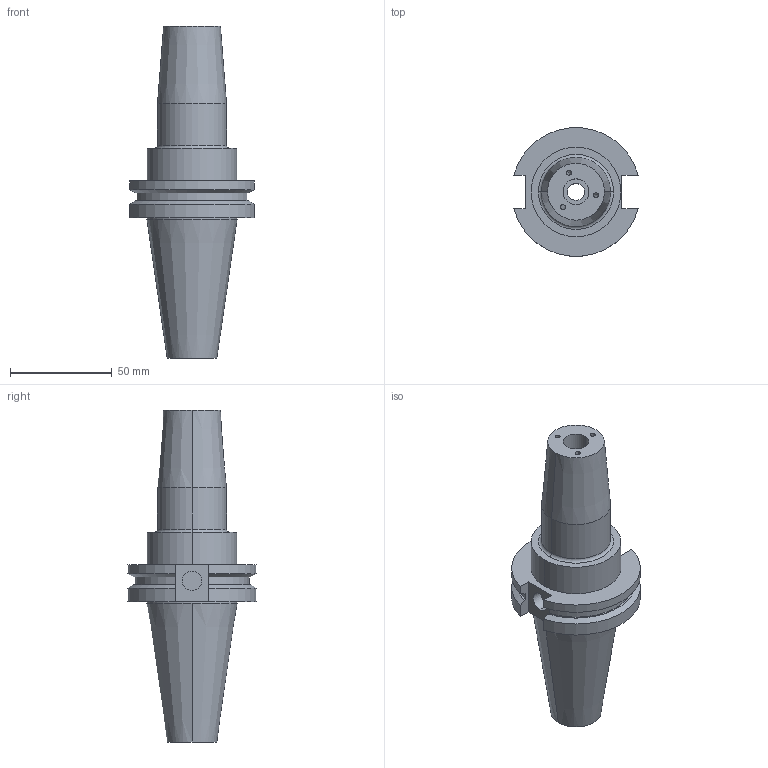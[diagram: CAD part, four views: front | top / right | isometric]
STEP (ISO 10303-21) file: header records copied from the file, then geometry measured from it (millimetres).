
FILE_DESCRIPTION (( 'STEP AP203' ), '1' );
FILE_NAME ('STP-SATE-46.651.58.375B.STEP', '2019-07-31T02:14:13', ( '' ), ( '' ), 'SwSTEP 2.0', 'SolidWorks 2017', '' );
FILE_SCHEMA (( 'CONFIG_CONTROL_DESIGN' ));
Length unit declared in the file: millimetre
Products named in the file (1): STP-SATE-46.651.58.375B
Bounding box: 61.35 x 63.26 x 163.55 mm (x, y, z)
Volume: 170129.6 mm3; surface area: 33075.9 mm2
Topology: 1 solids, 1 shells, 72 faces, 171 edges, 112 vertices
Faces by surface type: cylinder 38, plane 24, cone 8, torus 2
Entity records: 2448 total; most frequent: CARTESIAN_POINT 676, DIRECTION 359, ORIENTED_EDGE 342, EDGE_CURVE 171, AXIS2_PLACEMENT_3D 143, VERTEX_POINT 112, EDGE_LOOP 91, VECTOR 73
